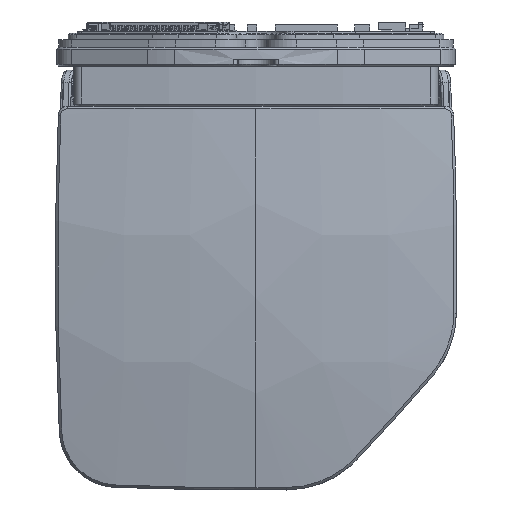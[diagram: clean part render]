
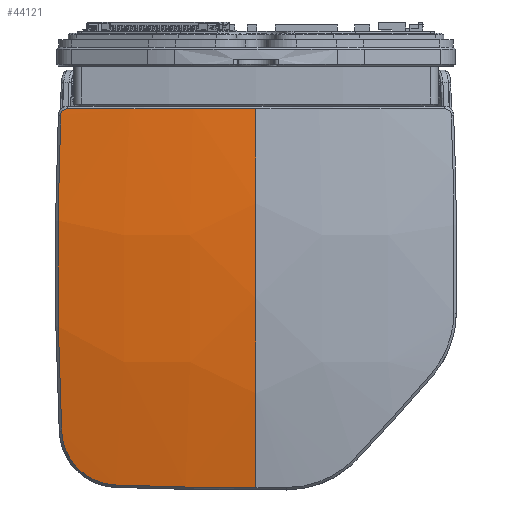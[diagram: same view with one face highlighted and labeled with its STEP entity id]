
A CAD part, front view. The second image highlights one B-rep face of the part: STEP entity #44121.
In plain terms, the highlighted free-form (B-spline) face has degree [3, 3] with [4, 4] control points.
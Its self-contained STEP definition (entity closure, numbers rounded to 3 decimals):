
#1403 = VERTEX_POINT ( 'NONE', #62552 ) ;
#2412 = CARTESIAN_POINT ( 'NONE',  ( -4.945, -24.721, -23.718 ) ) ;
#3955 = VERTEX_POINT ( 'NONE', #20293 ) ;
#6227 = CARTESIAN_POINT ( 'NONE',  ( -20.798, -24.96, 10.022 ) ) ;
#6696 = CARTESIAN_POINT ( 'NONE',  ( -20.731, -24.769, -12.319 ) ) ;
#9385 = VERTEX_POINT ( 'NONE', #58711 ) ;
#10575 = B_SPLINE_CURVE_WITH_KNOTS ( 'NONE', 3,
 ( #38767, #61942, #13138, #70942, #20723, #26397 ),
 .UNSPECIFIED., .F., .F.,
 ( 4, 2, 4 ),
 ( 0., 0.001, 0.001 ),
 .UNSPECIFIED. ) ;
#11145 = CARTESIAN_POINT ( 'NONE',  ( -19.626, -23.742, -20.607 ) ) ;
#12030 = CARTESIAN_POINT ( 'NONE',  ( -6.996, -27.602, 2.83 ) ) ;
#12061 = CARTESIAN_POINT ( 'NONE',  ( -20.111, -23.823, -19.626 ) ) ;
#13138 = CARTESIAN_POINT ( 'NONE',  ( -20.226, -24.296, 16.155 ) ) ;
#15677 = CARTESIAN_POINT ( 'NONE',  ( -9.889, -24.449, -23.623 ) ) ;
#15995 = DIRECTION ( 'NONE',  ( 0., 0., -1. ) ) ;
#17062 = CARTESIAN_POINT ( 'NONE',  ( -14.8, -23.908, -23.433 ) ) ;
#17759 = CARTESIAN_POINT ( 'NONE',  ( -17.252, -23.711, -22.805 ) ) ;
#18197 = CARTESIAN_POINT ( 'NONE',  ( -14.051, -26.616, -10.677 ) ) ;
#19122 = CARTESIAN_POINT ( 'NONE',  ( 0.124, -24.676, -23.954 ) ) ;
#20293 = CARTESIAN_POINT ( 'NONE',  ( -20.572, -24.314, 15.565 ) ) ;
#20723 = CARTESIAN_POINT ( 'NONE',  ( -20.56, -24.294, 15.742 ) ) ;
#21055 = B_SPLINE_CURVE_WITH_KNOTS ( 'NONE', 3,
 ( #17062, #15677, #2412, #31276 ),
 .UNSPECIFIED., .F., .F.,
 ( 4, 4 ),
 ( 0., 0.015 ),
 .UNSPECIFIED. ) ;
#21123 = CARTESIAN_POINT ( 'NONE',  ( -20.472, -24.028, -17.849 ) ) ;
#22168 = CARTESIAN_POINT ( 'NONE',  ( 0., 102.08, 16.236 ) ) ;
#25781 = EDGE_CURVE ( 'NONE', #9385, #85384, #46789, .T. ) ;
#26397 = CARTESIAN_POINT ( 'NONE',  ( -20.572, -24.314, 15.565 ) ) ;
#26940 = DIRECTION ( 'NONE',  ( 0., 0., 1. ) ) ;
#27202 = CARTESIAN_POINT ( 'NONE',  ( -16.234, -23.773, -23.206 ) ) ;
#27643 = CARTESIAN_POINT ( 'NONE',  ( -20.846, -24.185, 16.236 ) ) ;
#28553 = ORIENTED_EDGE ( 'NONE', *, *, #41747, .T. ) ;
#28918 = CARTESIAN_POINT ( 'NONE',  ( -20.868, -25.165, -6.736 ) ) ;
#29774 = ORIENTED_EDGE ( 'NONE', *, *, #25781, .T. ) ;
#30909 = AXIS2_PLACEMENT_3D ( 'NONE', #22168, #15995, #39064 ) ;
#31276 = CARTESIAN_POINT ( 'NONE',  ( 0., -24.722, -23.716 ) ) ;
#31975 = CARTESIAN_POINT ( 'NONE',  ( -19.221, -23.705, -21.208 ) ) ;
#33350 = CARTESIAN_POINT ( 'NONE',  ( -6.974, -27.193, -10.677 ) ) ;
#34285 = CARTESIAN_POINT ( 'NONE',  ( 0.125, -25.894, 16.236 ) ) ;
#34795 = CARTESIAN_POINT ( 'NONE',  ( -15.529, -23.832, -23.368 ) ) ;
#35403 = ORIENTED_EDGE ( 'NONE', *, *, #85552, .T. ) ;
#35582 = CARTESIAN_POINT ( 'NONE',  ( -20.472, -24.028, -17.849 ) ) ;
#36028 = B_SPLINE_CURVE_WITH_KNOTS ( 'NONE', 3,
 ( #83592, #62252, #91152, #83138, #12061, #82195, #40952, #11145, #67980, #31975, #60863, #89758, #82662, #90692, #17759, #46684, #27202, #34795, #93507, #41888 ),
 .UNSPECIFIED., .F., .F.,
 ( 4, 2, 2, 2, 2, 2, 2, 2, 2, 4 ),
 ( 0., 0.001, 0.002, 0.003, 0.003, 0.004, 0.006, 0.007, 0.008, 0.009 ),
 .UNSPECIFIED. ) ;
#37058 = EDGE_CURVE ( 'NONE', #45774, #9385, #21055, .T. ) ;
#38767 = CARTESIAN_POINT ( 'NONE',  ( -19.879, -24.341, 16.236 ) ) ;
#39002 = ORIENTED_EDGE ( 'NONE', *, *, #40299, .T. ) ;
#39064 = DIRECTION ( 'NONE',  ( 0., -1., 0. ) ) ;
#40299 = EDGE_CURVE ( 'NONE', #1403, #3955, #10575, .T. ) ;
#40920 = CARTESIAN_POINT ( 'NONE',  ( -20.648, -22.983, -23.954 ) ) ;
#40952 = CARTESIAN_POINT ( 'NONE',  ( -19.805, -23.766, -20.29 ) ) ;
#41630 = DIRECTION ( 'NONE',  ( -1., 0., 0. ) ) ;
#41747 = EDGE_CURVE ( 'NONE', #85384, #1403, #80621, .T. ) ;
#41858 = CARTESIAN_POINT ( 'NONE',  ( -21.123, -25.863, 2.83 ) ) ;
#41888 = CARTESIAN_POINT ( 'NONE',  ( -14.8, -23.908, -23.433 ) ) ;
#44121 = ADVANCED_FACE ( 'NONE', ( #61758 ), #90985, .T. ) ;
#45774 = VERTEX_POINT ( 'NONE', #86917 ) ;
#46521 = B_SPLINE_CURVE_WITH_KNOTS ( 'NONE', 3,
 ( #50251, #6227, #50714, #28918, #6696, #35582 ),
 .UNSPECIFIED., .F., .F.,
 ( 4, 2, 4 ),
 ( 0., 0.017, 0.034 ),
 .UNSPECIFIED. ) ;
#46684 = CARTESIAN_POINT ( 'NONE',  ( -16.579, -23.749, -23.094 ) ) ;
#46789 = CIRCLE ( 'NONE', #57377, 129. ) ;
#47119 = CARTESIAN_POINT ( 'NONE',  ( -6.839, -24.683, -23.954 ) ) ;
#47573 = CARTESIAN_POINT ( 'NONE',  ( -14.095, -27.023, 2.83 ) ) ;
#48505 = CARTESIAN_POINT ( 'NONE',  ( -13.778, -24.118, -23.954 ) ) ;
#50251 = CARTESIAN_POINT ( 'NONE',  ( -20.572, -24.314, 15.565 ) ) ;
#50714 = CARTESIAN_POINT ( 'NONE',  ( -20.901, -25.261, 4.432 ) ) ;
#50968 = CARTESIAN_POINT ( 'NONE',  ( 0., -25.894, 16.236 ) ) ;
#55127 = CARTESIAN_POINT ( 'NONE',  ( -13.911, -25.33, 16.236 ) ) ;
#57377 = AXIS2_PLACEMENT_3D ( 'NONE', #77166, #41630, #26940 ) ;
#58711 = CARTESIAN_POINT ( 'NONE',  ( 0., -24.722, -23.716 ) ) ;
#60863 = CARTESIAN_POINT ( 'NONE',  ( -18.988, -23.693, -21.486 ) ) ;
#61758 = FACE_OUTER_BOUND ( 'NONE', #73479, .T. ) ;
#61942 = CARTESIAN_POINT ( 'NONE',  ( -20.055, -24.314, 16.23 ) ) ;
#62252 = CARTESIAN_POINT ( 'NONE',  ( -20.454, -23.98, -18.213 ) ) ;
#62552 = CARTESIAN_POINT ( 'NONE',  ( -19.879, -24.341, 16.236 ) ) ;
#67980 = CARTESIAN_POINT ( 'NONE',  ( -19.53, -23.732, -20.761 ) ) ;
#70942 = CARTESIAN_POINT ( 'NONE',  ( -20.479, -24.286, 15.911 ) ) ;
#73479 = EDGE_LOOP ( 'NONE', ( #35403, #93458, #29774, #28553, #39002, #80810 ) ) ;
#75975 = CARTESIAN_POINT ( 'NONE',  ( 0.126, -27.186, -10.677 ) ) ;
#76918 = CARTESIAN_POINT ( 'NONE',  ( -21.056, -25.459, -10.677 ) ) ;
#77166 = CARTESIAN_POINT ( 'NONE',  ( 0., 102.08, 0. ) ) ;
#80621 = CIRCLE ( 'NONE', #30909, 127.974 ) ;
#80810 = ORIENTED_EDGE ( 'NONE', *, *, #83390, .T. ) ;
#82195 = CARTESIAN_POINT ( 'NONE',  ( -19.888, -23.779, -20.125 ) ) ;
#82662 = CARTESIAN_POINT ( 'NONE',  ( -18.179, -23.684, -22.23 ) ) ;
#83103 = CARTESIAN_POINT ( 'NONE',  ( -6.904, -25.901, 16.236 ) ) ;
#83138 = CARTESIAN_POINT ( 'NONE',  ( -20.229, -23.857, -19.283 ) ) ;
#83390 = EDGE_CURVE ( 'NONE', #3955, #91318, #46521, .T. ) ;
#83592 = CARTESIAN_POINT ( 'NONE',  ( -20.472, -24.028, -17.849 ) ) ;
#84016 = CARTESIAN_POINT ( 'NONE',  ( 0.127, -27.595, 2.83 ) ) ;
#85384 = VERTEX_POINT ( 'NONE', #50968 ) ;
#85552 = EDGE_CURVE ( 'NONE', #91318, #45774, #36028, .T. ) ;
#86917 = CARTESIAN_POINT ( 'NONE',  ( -14.8, -23.908, -23.433 ) ) ;
#89758 = CARTESIAN_POINT ( 'NONE',  ( -18.465, -23.682, -22. ) ) ;
#90692 = CARTESIAN_POINT ( 'NONE',  ( -17.575, -23.698, -22.631 ) ) ;
#90985 =( BOUNDED_SURFACE ( )  B_SPLINE_SURFACE ( 3, 3, ( 
 ( #27643, #55127, #83103, #34285 ),
 ( #41858, #47573, #12030, #84016 ),
 ( #76918, #18197, #33350, #75975 ),
 ( #40920, #48505, #47119, #19122 ) ),
 .UNSPECIFIED., .F., .F., .F. ) 
 B_SPLINE_SURFACE_WITH_KNOTS ( ( 4, 4 ),
 ( 4, 4 ),
 ( 0., 1. ),
 ( 0., 1. ),
 .UNSPECIFIED. ) 
 GEOMETRIC_REPRESENTATION_ITEM ( )  RATIONAL_B_SPLINE_SURFACE ( (
 ( 1., 0.998, 0.998, 1.),
 ( 0.992, 0.99, 0.99, 0.992),
 ( 0.992, 0.99, 0.99, 0.992),
 ( 1., 0.998, 0.998, 1.) ) ) 
 REPRESENTATION_ITEM ( '' )  SURFACE ( )  );
#91152 = CARTESIAN_POINT ( 'NONE',  ( -20.4, -23.935, -18.576 ) ) ;
#91318 = VERTEX_POINT ( 'NONE', #21123 ) ;
#93458 = ORIENTED_EDGE ( 'NONE', *, *, #37058, .T. ) ;
#93507 = CARTESIAN_POINT ( 'NONE',  ( -15.165, -23.867, -23.418 ) ) ;
